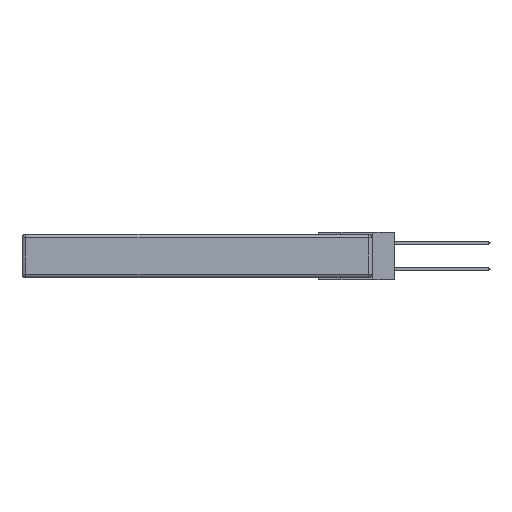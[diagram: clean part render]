
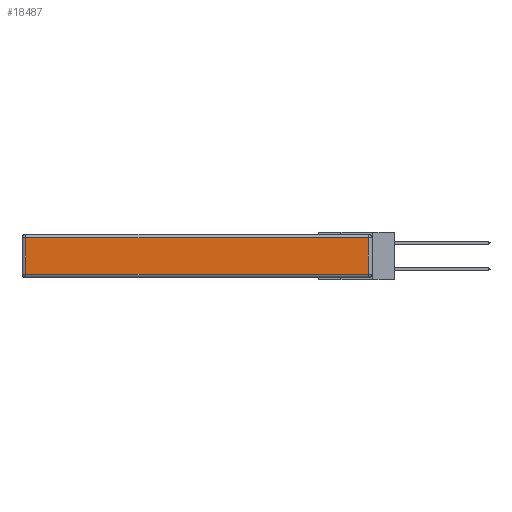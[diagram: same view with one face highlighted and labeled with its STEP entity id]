
A CAD part, left-side view. The second image highlights one B-rep face of the part: STEP entity #18487.
In plain terms, the highlighted planar face has unit normal (-1, 0, 0).
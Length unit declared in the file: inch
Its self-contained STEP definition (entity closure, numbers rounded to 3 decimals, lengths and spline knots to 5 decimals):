
#678 = EDGE_CURVE ( 'NONE', #19720, #13821, #1946, .T. ) ;
#926 = EDGE_CURVE ( 'NONE', #11177, #20074, #5498, .T. ) ;
#1946 = LINE ( 'NONE', #10330, #7795 ) ;
#4279 = VECTOR ( 'NONE', #16420, 39.37008 ) ;
#4340 = ORIENTED_EDGE ( 'NONE', *, *, #17939, .T. ) ;
#5024 = LINE ( 'NONE', #25156, #22308 ) ;
#5498 = LINE ( 'NONE', #19052, #26610 ) ;
#6817 = DIRECTION ( 'NONE',  ( 0., 0., 1. ) ) ;
#7187 = FACE_OUTER_BOUND ( 'NONE', #12251, .T. ) ;
#7487 = CARTESIAN_POINT ( 'NONE',  ( 0., 0.03, -0.03 ) ) ;
#7795 = VECTOR ( 'NONE', #7958, 39.37008 ) ;
#7958 = DIRECTION ( 'NONE',  ( 0., 0., 1. ) ) ;
#9032 = PLANE ( 'NONE',  #11432 ) ;
#10330 = CARTESIAN_POINT ( 'NONE',  ( 0., 0.03, -0.343 ) ) ;
#10649 = CARTESIAN_POINT ( 'NONE',  ( 0., 2.72, -0.313 ) ) ;
#11177 = VERTEX_POINT ( 'NONE', #15427 ) ;
#11432 = AXIS2_PLACEMENT_3D ( 'NONE', #17380, #23656, #6817 ) ;
#12251 = EDGE_LOOP ( 'NONE', ( #20535, #19412, #4340, #15231 ) ) ;
#12858 = DIRECTION ( 'NONE',  ( 0., -1., 0. ) ) ;
#13821 = VERTEX_POINT ( 'NONE', #7487 ) ;
#15231 = ORIENTED_EDGE ( 'NONE', *, *, #926, .T. ) ;
#15427 = CARTESIAN_POINT ( 'NONE',  ( 0., 2.72, -0.03 ) ) ;
#16147 = EDGE_CURVE ( 'NONE', #20074, #19720, #5024, .T. ) ;
#16420 = DIRECTION ( 'NONE',  ( 0., 1., 0. ) ) ;
#17380 = CARTESIAN_POINT ( 'NONE',  ( 0., 0., -0.343 ) ) ;
#17939 = EDGE_CURVE ( 'NONE', #13821, #11177, #24093, .T. ) ;
#18487 = ADVANCED_FACE ( 'NONE', ( #7187 ), #9032, .T. ) ;
#19052 = CARTESIAN_POINT ( 'NONE',  ( 0., 2.72, -0.343 ) ) ;
#19412 = ORIENTED_EDGE ( 'NONE', *, *, #678, .T. ) ;
#19720 = VERTEX_POINT ( 'NONE', #21811 ) ;
#20074 = VERTEX_POINT ( 'NONE', #10649 ) ;
#20535 = ORIENTED_EDGE ( 'NONE', *, *, #16147, .T. ) ;
#21811 = CARTESIAN_POINT ( 'NONE',  ( 0., 0.03, -0.313 ) ) ;
#22308 = VECTOR ( 'NONE', #12858, 39.37008 ) ;
#23656 = DIRECTION ( 'NONE',  ( -1., 0., 0. ) ) ;
#24093 = LINE ( 'NONE', #24457, #4279 ) ;
#24457 = CARTESIAN_POINT ( 'NONE',  ( 0., 2.75, -0.03 ) ) ;
#24824 = DIRECTION ( 'NONE',  ( 0., 0., -1. ) ) ;
#25156 = CARTESIAN_POINT ( 'NONE',  ( 0., 0., -0.313 ) ) ;
#26610 = VECTOR ( 'NONE', #24824, 39.37008 ) ;
